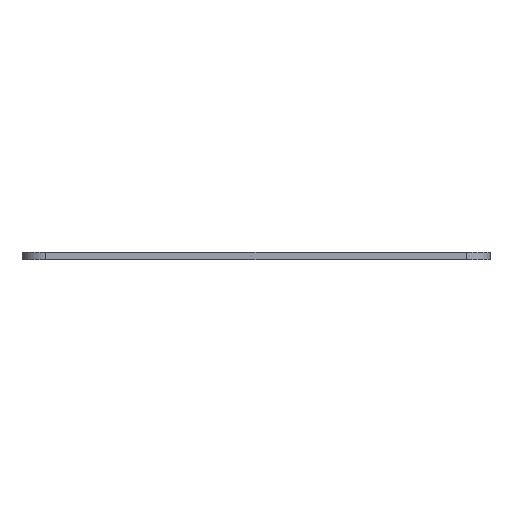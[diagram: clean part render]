
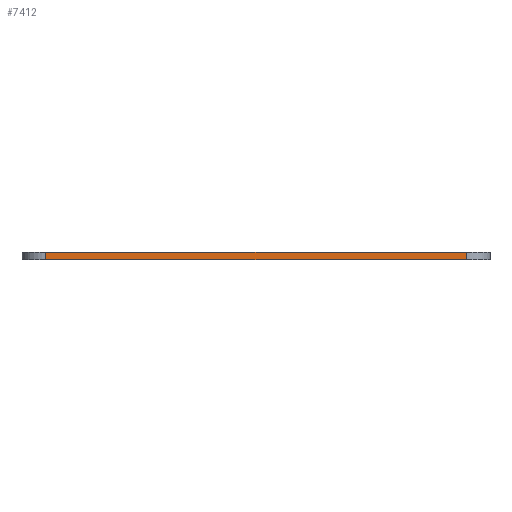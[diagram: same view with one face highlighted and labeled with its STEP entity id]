
A CAD part, left-side view. The second image highlights one B-rep face of the part: STEP entity #7412.
In plain terms, the highlighted planar face has unit normal (-1, 0, 0).
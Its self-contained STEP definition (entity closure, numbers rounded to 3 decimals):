
#232=PLANE('',#7632);
#606=FACE_OUTER_BOUND('',#1043,.T.);
#1043=EDGE_LOOP('',(#6618,#6619,#6620,#6621));
#1572=LINE('',#14646,#2163);
#1603=LINE('',#14759,#2194);
#1636=LINE('',#14867,#2227);
#1637=LINE('',#14869,#2228);
#2163=VECTOR('',#8359,10.);
#2194=VECTOR('',#8452,10.);
#2227=VECTOR('',#8535,10.);
#2228=VECTOR('',#8538,10.);
#3390=VERTEX_POINT('',#14643);
#3391=VERTEX_POINT('',#14645);
#3441=VERTEX_POINT('',#14756);
#3442=VERTEX_POINT('',#14758);
#4447=EDGE_CURVE('',#3390,#3391,#1572,.T.);
#4501=EDGE_CURVE('',#3441,#3442,#1603,.T.);
#4556=EDGE_CURVE('',#3442,#3390,#1636,.T.);
#4557=EDGE_CURVE('',#3391,#3441,#1637,.T.);
#6618=ORIENTED_EDGE('',*,*,#4556,.F.);
#6619=ORIENTED_EDGE('',*,*,#4501,.F.);
#6620=ORIENTED_EDGE('',*,*,#4557,.F.);
#6621=ORIENTED_EDGE('',*,*,#4447,.F.);
#7412=ADVANCED_FACE('',(#606),#232,.T.);
#7632=AXIS2_PLACEMENT_3D('',#14868,#8536,#8537);
#8359=DIRECTION('',(0.,-1.,0.));
#8452=DIRECTION('',(0.,1.,0.));
#8535=DIRECTION('',(0.,0.,1.));
#8536=DIRECTION('center_axis',(-1.,0.,0.));
#8537=DIRECTION('ref_axis',(0.,-1.,0.));
#8538=DIRECTION('',(0.,0.,-1.));
#14643=CARTESIAN_POINT('',(-14.068,41.505,1.5));
#14645=CARTESIAN_POINT('',(-14.068,-46.995,1.5));
#14646=CARTESIAN_POINT('',(-14.068,-51.995,1.5));
#14756=CARTESIAN_POINT('',(-14.068,-46.995,0.));
#14758=CARTESIAN_POINT('',(-14.068,41.505,0.));
#14759=CARTESIAN_POINT('',(-14.068,-51.995,0.));
#14867=CARTESIAN_POINT('',(-14.068,41.505,0.));
#14868=CARTESIAN_POINT('Origin',(-14.068,46.505,0.));
#14869=CARTESIAN_POINT('',(-14.068,-46.995,0.));
